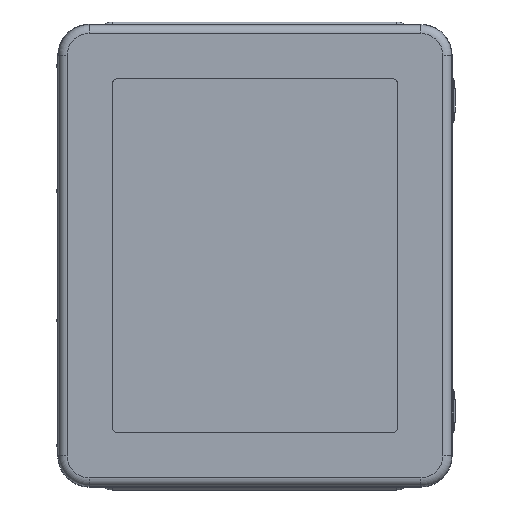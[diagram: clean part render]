
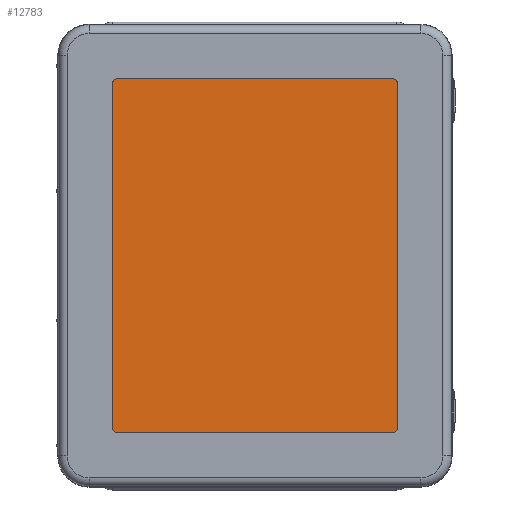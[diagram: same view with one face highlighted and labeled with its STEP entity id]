
A CAD part, top view. The second image highlights one B-rep face of the part: STEP entity #12783.
In plain terms, the highlighted planar face has unit normal (0, 0, 1).
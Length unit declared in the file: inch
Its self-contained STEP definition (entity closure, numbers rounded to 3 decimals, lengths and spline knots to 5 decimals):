
#587=LINE($,#21843,#1570);
#590=LINE($,#21851,#1573);
#593=LINE($,#21859,#1576);
#595=LINE($,#21865,#1578);
#1570=VECTOR($,#16382,10.);
#1573=VECTOR($,#16391,8.);
#1576=VECTOR($,#16400,10.);
#1578=VECTOR($,#16408,8.);
#2379=PLANE($,#13931);
#3644=FACE_OUTER_BOUND($,#4477,.T.);
#4477=EDGE_LOOP($,(#10183,#10184,#10185,#10186,#10187,#10188,#10189,#10190));
#5457=CIRCLE($,#13920,0.125);
#5458=CIRCLE($,#13923,0.125);
#5459=CIRCLE($,#13926,0.125);
#5460=CIRCLE($,#13929,0.125);
#6270=VERTEX_POINT($,#21835);
#6271=VERTEX_POINT($,#21837);
#6272=VERTEX_POINT($,#21841);
#6273=VERTEX_POINT($,#21845);
#6274=VERTEX_POINT($,#21849);
#6275=VERTEX_POINT($,#21853);
#6276=VERTEX_POINT($,#21857);
#6277=VERTEX_POINT($,#21861);
#7724=EDGE_CURVE($,#6270,#6271,#5457,.T.);
#7727=EDGE_CURVE($,#6272,#6270,#587,.T.);
#7729=EDGE_CURVE($,#6273,#6272,#5458,.T.);
#7731=EDGE_CURVE($,#6274,#6273,#590,.T.);
#7733=EDGE_CURVE($,#6275,#6274,#5459,.T.);
#7735=EDGE_CURVE($,#6276,#6275,#593,.T.);
#7737=EDGE_CURVE($,#6277,#6276,#5460,.T.);
#7738=EDGE_CURVE($,#6271,#6277,#595,.T.);
#10183=ORIENTED_EDGE($,*,*,#7738,.F.);
#10184=ORIENTED_EDGE($,*,*,#7724,.F.);
#10185=ORIENTED_EDGE($,*,*,#7727,.F.);
#10186=ORIENTED_EDGE($,*,*,#7729,.F.);
#10187=ORIENTED_EDGE($,*,*,#7731,.F.);
#10188=ORIENTED_EDGE($,*,*,#7733,.F.);
#10189=ORIENTED_EDGE($,*,*,#7735,.F.);
#10190=ORIENTED_EDGE($,*,*,#7737,.F.);
#12783=ADVANCED_FACE($,(#3644),#2379,.T.);
#13920=AXIS2_PLACEMENT_3D($,#21838,#16376,#16377);
#13923=AXIS2_PLACEMENT_3D($,#21847,#16386,#16387);
#13926=AXIS2_PLACEMENT_3D($,#21855,#16395,#16396);
#13929=AXIS2_PLACEMENT_3D($,#21863,#16404,#16405);
#13931=AXIS2_PLACEMENT_3D($,#21866,#16409,#16410);
#16376=DIRECTION('center_axis',(0.,0.,-1.));
#16377=DIRECTION('ref_axis',(0.,-1.,0.));
#16382=DIRECTION($,(0.,1.,0.));
#16386=DIRECTION('center_axis',(0.,0.,-1.));
#16387=DIRECTION('ref_axis',(1.,0.,0.));
#16391=DIRECTION($,(-1.,0.,0.));
#16395=DIRECTION('center_axis',(0.,0.,-1.));
#16396=DIRECTION('ref_axis',(0.,1.,0.));
#16400=DIRECTION($,(0.,-1.,0.));
#16404=DIRECTION('center_axis',(0.,0.,-1.));
#16405=DIRECTION('ref_axis',(-1.,0.,0.));
#16408=DIRECTION($,(1.,0.,0.));
#16409=DIRECTION('center_axis',(0.,0.,1.));
#16410=DIRECTION('ref_axis',(1.,0.,0.));
#21835=CARTESIAN_POINT('',(-4.125,5.,0.));
#21837=CARTESIAN_POINT('',(-4.,5.125,0.));
#21838=CARTESIAN_POINT('Origin',(-4.,5.,0.));
#21841=CARTESIAN_POINT('',(-4.125,-5.,0.));
#21843=CARTESIAN_POINT($,(-4.125,-5.,0.));
#21845=CARTESIAN_POINT('',(-4.,-5.125,0.));
#21847=CARTESIAN_POINT('Origin',(-4.,-5.,0.));
#21849=CARTESIAN_POINT('',(4.,-5.125,0.));
#21851=CARTESIAN_POINT($,(4.,-5.125,0.));
#21853=CARTESIAN_POINT('',(4.125,-5.,0.));
#21855=CARTESIAN_POINT('Origin',(4.,-5.,0.));
#21857=CARTESIAN_POINT('',(4.125,5.,0.));
#21859=CARTESIAN_POINT($,(4.125,5.,0.));
#21861=CARTESIAN_POINT('',(4.,5.125,0.));
#21863=CARTESIAN_POINT('Origin',(4.,5.,0.));
#21865=CARTESIAN_POINT($,(-4.,5.125,0.));
#21866=CARTESIAN_POINT('Origin',(0.,0.,0.));
